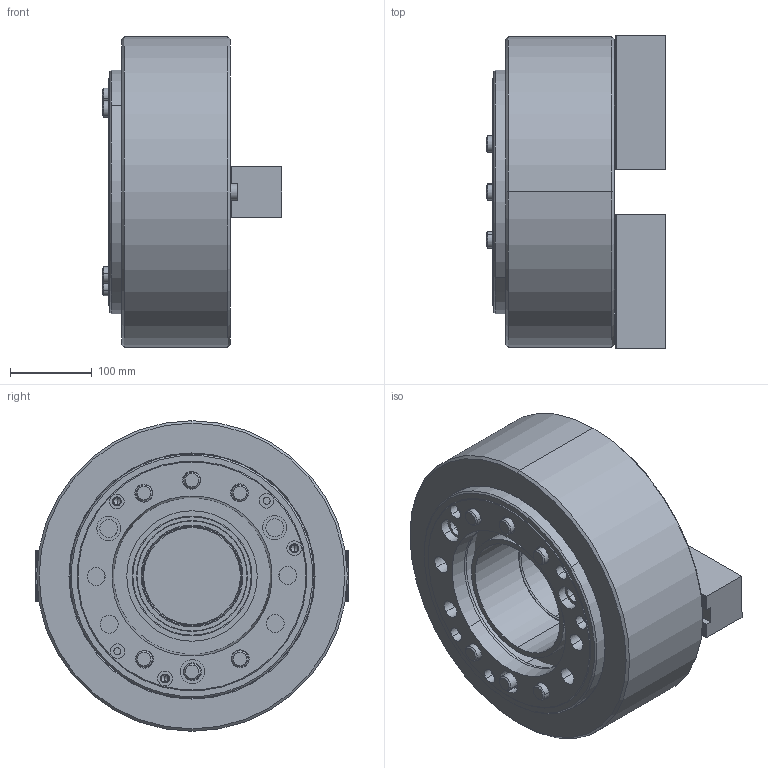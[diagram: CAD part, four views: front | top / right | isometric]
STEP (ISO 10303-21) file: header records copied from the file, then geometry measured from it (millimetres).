
FILE_DESCRIPTION (( 'STEP AP203' ), '1' );
FILE_NAME ('CF-2H-15A11.STEP', '2019-12-27T05:51:27', ( 'temp' ), ( '' ), 'SwSTEP 2.0', 'SolidWorks 2016', '' );
FILE_SCHEMA (( 'CONFIG_CONTROL_DESIGN' ));
Length unit declared in the file: metre
Products named in the file (10): 圓頭內六角螺栓_M20x55; 圓頭內六角螺栓_M20x130; 3H-15-10000-A11法蘭板; CF-2H-15-0100G; CF-2H-15A11; CF-2H-15-02000; CF-2H-15-08000; CF-2H-15-05000; SJ-15H; 半圓頭六角孔螺栓_M6x12
Assembly tree (21 placements, depth 2):
  CF-2H-15A11
    CF-2H-15-0100G
    CF-2H-15-02000
    CF-2H-15-08000
    CF-2H-15-05000
    SJ-15H  x2
    半圓頭六角孔螺栓_M6x12  x4
    圓頭內六角螺栓_M20x55  x4
    圓頭內六角螺栓_M20x130  x6
    3H-15-10000-A11法蘭板
Bounding box: 220.25 x 384.56 x 381 mm (x, y, z)
Volume: 14671351.9 mm3; surface area: 1128177.6 mm2
Topology: 21 solids, 21 shells, 2468 faces, 6872 edges, 4490 vertices
Faces by surface type: plane 1618, cylinder 696, cone 142, torus 12
Entity records: 41800 total; most frequent: CARTESIAN_POINT 8482, ORIENTED_EDGE 7052, DIRECTION 6188, EDGE_CURVE 3526, VECTOR 2586, LINE 2586, VERTEX_POINT 2319, AXIS2_PLACEMENT_3D 1801
